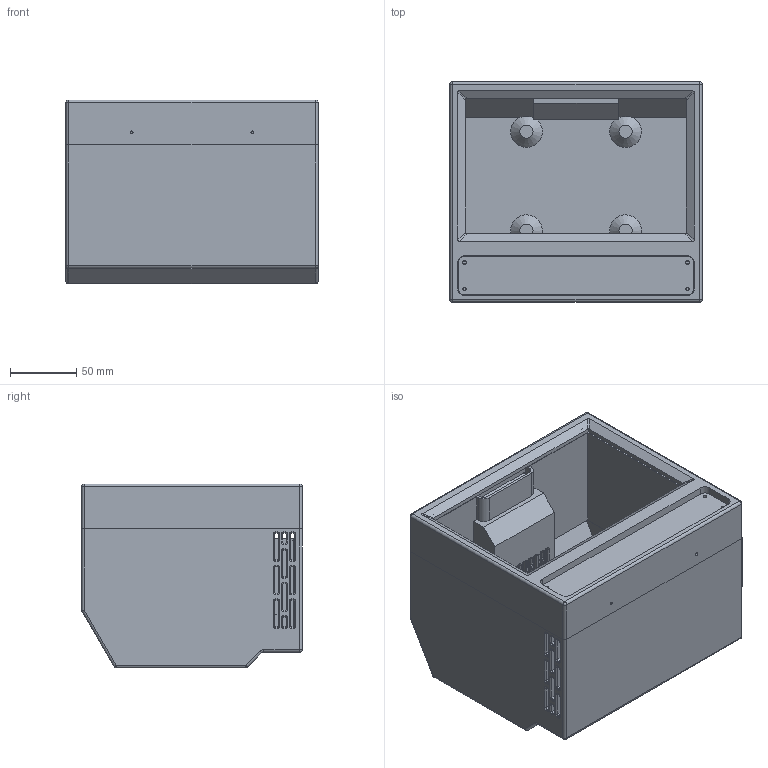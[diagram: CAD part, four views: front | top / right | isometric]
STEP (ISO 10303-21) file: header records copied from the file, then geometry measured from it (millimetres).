
FILE_DESCRIPTION(/* description */ (''),/* implementation_level */ '2;1');
FILE_NAME(/* name */ 'PI CRT V14 Stable.step',/* time_stamp */ '2024-06-29T00:23:59+01:00',/* author */ (''),/* organization */ (''),/* preprocessor_version */ 'ST-DEVELOPER v20',/* originating_system */ 'Autodesk Translation Framework v13.14.0.145',/* authorisation */ '');
FILE_SCHEMA (('AUTOMOTIVE_DESIGN { 1 0 10303 214 3 1 1 }'));
Products named in the file (6): pI crt; Back IO Panel; IO PCB; Front IO Panel; Back Enclosure; Front Enclosure
Assembly tree (5 placements, depth 2):
  pI crt
    Back IO Panel
    IO PCB
    Front IO Panel
    Back Enclosure
    Front Enclosure
Bounding box: 190.9 x 166.96 x 139.3 mm (x, y, z)
Volume: 598549.7 mm3; surface area: 341604 mm2
Topology: 9 solids, 9 shells, 2065 faces, 5191 edges, 3148 vertices
Faces by surface type: cylinder 906, plane 713, torus 420, sphere 14, cone 6, bspline 6
Full cylindrical faces by diameter (mm): 2.1 x4, 2.15 x16, 2.5 x12, 3.2 x2, 3.5 x5, 4 x8, 5.5 x4, 6.5 x1
Entity records: 62254 total; most frequent: DIRECTION 11577, CARTESIAN_POINT 10731, ORIENTED_EDGE 10374, EDGE_CURVE 5187, AXIS2_PLACEMENT_3D 4346, VERTEX_POINT 3148, LINE 2885, VECTOR 2885
